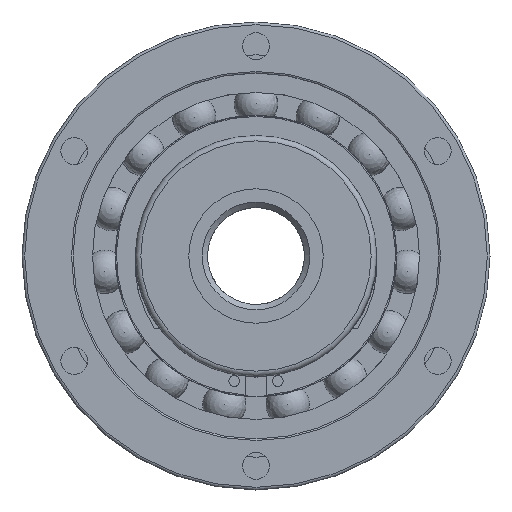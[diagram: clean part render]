
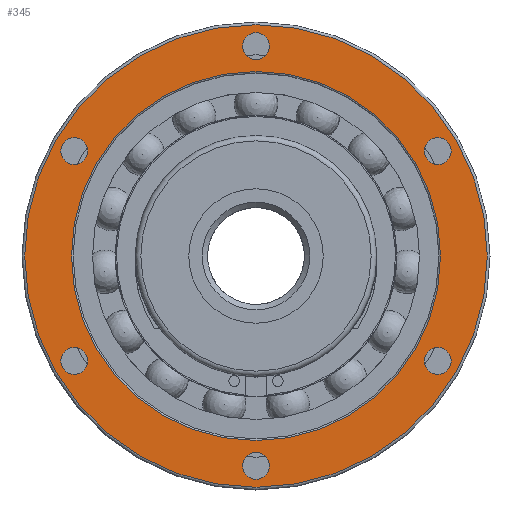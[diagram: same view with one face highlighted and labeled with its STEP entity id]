
A CAD part, left-side view. The second image highlights one B-rep face of the part: STEP entity #345.
In plain terms, the highlighted planar face has unit normal (-1, 0, 0).
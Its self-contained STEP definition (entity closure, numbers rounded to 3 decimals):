
#345 = ADVANCED_FACE( '', ( #868, #869, #870, #871, #872, #873, #874, #875 ), #876, .T. );
#868 = FACE_OUTER_BOUND( '', #1628, .T. );
#869 = FACE_BOUND( '', #1629, .T. );
#870 = FACE_BOUND( '', #1630, .T. );
#871 = FACE_BOUND( '', #1631, .T. );
#872 = FACE_BOUND( '', #1632, .T. );
#873 = FACE_BOUND( '', #1633, .T. );
#874 = FACE_BOUND( '', #1634, .T. );
#875 = FACE_BOUND( '', #1635, .T. );
#876 = PLANE( '', #1636 );
#1628 = EDGE_LOOP( '', ( #2686 ) );
#1629 = EDGE_LOOP( '', ( #2687 ) );
#1630 = EDGE_LOOP( '', ( #2688 ) );
#1631 = EDGE_LOOP( '', ( #2689 ) );
#1632 = EDGE_LOOP( '', ( #2690 ) );
#1633 = EDGE_LOOP( '', ( #2691 ) );
#1634 = EDGE_LOOP( '', ( #2692 ) );
#1635 = EDGE_LOOP( '', ( #2693 ) );
#1636 = AXIS2_PLACEMENT_3D( '', #2694, #2695, #2696 );
#2686 = ORIENTED_EDGE( '', *, *, #4483, .T. );
#2687 = ORIENTED_EDGE( '', *, *, #4379, .T. );
#2688 = ORIENTED_EDGE( '', *, *, #4484, .T. );
#2689 = ORIENTED_EDGE( '', *, *, #4277, .T. );
#2690 = ORIENTED_EDGE( '', *, *, #4485, .T. );
#2691 = ORIENTED_EDGE( '', *, *, #4486, .T. );
#2692 = ORIENTED_EDGE( '', *, *, #4487, .T. );
#2693 = ORIENTED_EDGE( '', *, *, #4488, .F. );
#2694 = CARTESIAN_POINT( '', ( 9.45, 0., 34.3 ) );
#2695 = DIRECTION( '', ( -1., 0., 0. ) );
#2696 = DIRECTION( '', ( 0., 0., 1. ) );
#4277 = EDGE_CURVE( '', #5136, #5136, #5137, .T. );
#4379 = EDGE_CURVE( '', #5309, #5309, #5310, .T. );
#4483 = EDGE_CURVE( '', #5485, #5485, #5486, .T. );
#4484 = EDGE_CURVE( '', #5487, #5487, #5488, .T. );
#4485 = EDGE_CURVE( '', #5489, #5489, #5490, .T. );
#4486 = EDGE_CURVE( '', #5491, #5491, #5492, .T. );
#4487 = EDGE_CURVE( '', #5493, #5493, #5494, .T. );
#4488 = EDGE_CURVE( '', #5495, #5495, #5496, .T. );
#5136 = VERTEX_POINT( '', #6505 );
#5137 = CIRCLE( '', #6506, 2.5 );
#5309 = VERTEX_POINT( '', #6960 );
#5310 = CIRCLE( '', #6961, 2.5 );
#5485 = VERTEX_POINT( '', #7394 );
#5486 = CIRCLE( '', #7395, 43. );
#5487 = VERTEX_POINT( '', #7396 );
#5488 = CIRCLE( '', #7397, 2.5 );
#5489 = VERTEX_POINT( '', #7398 );
#5490 = CIRCLE( '', #7399, 2.5 );
#5491 = VERTEX_POINT( '', #7400 );
#5492 = CIRCLE( '', #7401, 2.5 );
#5493 = VERTEX_POINT( '', #7402 );
#5494 = CIRCLE( '', #7403, 2.5 );
#5495 = VERTEX_POINT( '', #7404 );
#5496 = CIRCLE( '', #7405, 34.3 );
#6505 = CARTESIAN_POINT( '', ( 9.45, 0., -41.5 ) );
#6506 = AXIS2_PLACEMENT_3D( '', #9647, #9648, #9649 );
#6960 = CARTESIAN_POINT( '', ( 9.45, 35.94, 20.75 ) );
#6961 = AXIS2_PLACEMENT_3D( '', #9788, #9789, #9790 );
#7394 = CARTESIAN_POINT( '', ( 9.45, 0., 43. ) );
#7395 = AXIS2_PLACEMENT_3D( '', #9905, #9906, #9907 );
#7396 = CARTESIAN_POINT( '', ( 9.45, 35.94, -20.75 ) );
#7397 = AXIS2_PLACEMENT_3D( '', #9908, #9909, #9910 );
#7398 = CARTESIAN_POINT( '', ( 9.45, -35.94, -20.75 ) );
#7399 = AXIS2_PLACEMENT_3D( '', #9911, #9912, #9913 );
#7400 = CARTESIAN_POINT( '', ( 9.45, -35.94, 20.75 ) );
#7401 = AXIS2_PLACEMENT_3D( '', #9914, #9915, #9916 );
#7402 = CARTESIAN_POINT( '', ( 9.45, 0., 41.5 ) );
#7403 = AXIS2_PLACEMENT_3D( '', #9917, #9918, #9919 );
#7404 = CARTESIAN_POINT( '', ( 9.45, 0., 34.3 ) );
#7405 = AXIS2_PLACEMENT_3D( '', #9920, #9921, #9922 );
#9647 = CARTESIAN_POINT( '', ( 9.45, 0., -39. ) );
#9648 = DIRECTION( '', ( 1., 0., 0. ) );
#9649 = DIRECTION( '', ( 0., 0., -1. ) );
#9788 = CARTESIAN_POINT( '', ( 9.45, 33.775, 19.5 ) );
#9789 = DIRECTION( '', ( 1., 0., 0. ) );
#9790 = DIRECTION( '', ( 0., 0.866, 0.5 ) );
#9905 = CARTESIAN_POINT( '', ( 9.45, 0., 0. ) );
#9906 = DIRECTION( '', ( -1., 0., 0. ) );
#9907 = DIRECTION( '', ( 0., 0., 1. ) );
#9908 = CARTESIAN_POINT( '', ( 9.45, 33.775, -19.5 ) );
#9909 = DIRECTION( '', ( 1., 0., 0. ) );
#9910 = DIRECTION( '', ( 0., 0.866, -0.5 ) );
#9911 = CARTESIAN_POINT( '', ( 9.45, -33.775, -19.5 ) );
#9912 = DIRECTION( '', ( 1., 0., 0. ) );
#9913 = DIRECTION( '', ( 0., -0.866, -0.5 ) );
#9914 = CARTESIAN_POINT( '', ( 9.45, -33.775, 19.5 ) );
#9915 = DIRECTION( '', ( 1., 0., 0. ) );
#9916 = DIRECTION( '', ( 0., -0.866, 0.5 ) );
#9917 = CARTESIAN_POINT( '', ( 9.45, 0., 39. ) );
#9918 = DIRECTION( '', ( 1., 0., 0. ) );
#9919 = DIRECTION( '', ( 0., 0., 1. ) );
#9920 = CARTESIAN_POINT( '', ( 9.45, 0., 0. ) );
#9921 = DIRECTION( '', ( -1., 0., 0. ) );
#9922 = DIRECTION( '', ( 0., 0., 1. ) );
